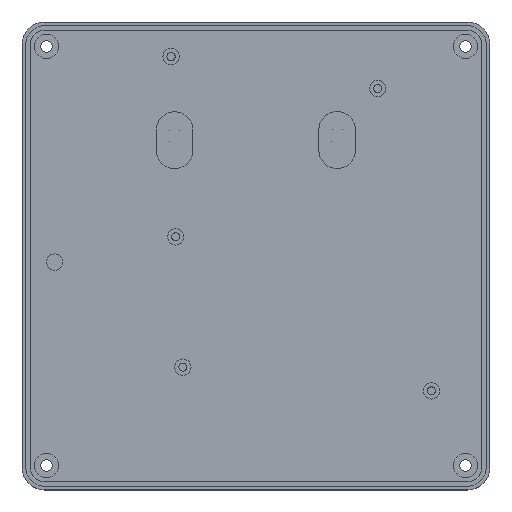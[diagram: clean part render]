
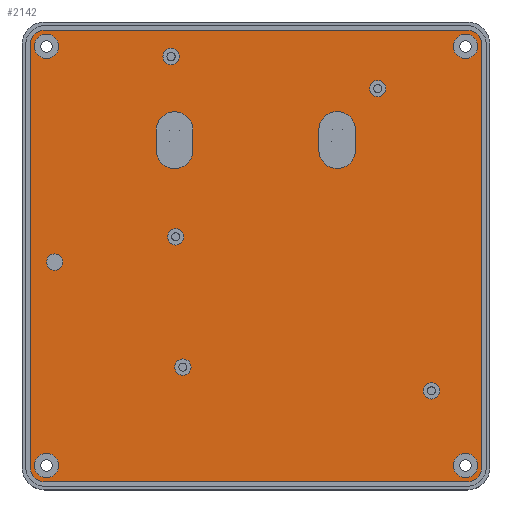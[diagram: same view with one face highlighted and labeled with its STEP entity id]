
A CAD part, top view. The second image highlights one B-rep face of the part: STEP entity #2142.
In plain terms, the highlighted planar face has unit normal (0, 0, 1).
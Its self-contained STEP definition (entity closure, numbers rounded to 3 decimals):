
#182=FACE_BOUND('',#426,.T.);
#183=FACE_BOUND('',#427,.T.);
#184=FACE_BOUND('',#428,.T.);
#185=FACE_BOUND('',#429,.T.);
#186=FACE_BOUND('',#430,.T.);
#187=FACE_BOUND('',#431,.T.);
#276=FACE_OUTER_BOUND('',#425,.T.);
#425=EDGE_LOOP('',(#1749,#1750,#1751,#1752,#1753,#1754,#1755,#1756));
#426=EDGE_LOOP('',(#1757));
#427=EDGE_LOOP('',(#1758));
#428=EDGE_LOOP('',(#1759));
#429=EDGE_LOOP('',(#1760));
#430=EDGE_LOOP('',(#1761,#1762,#1763,#1764));
#431=EDGE_LOOP('',(#1765,#1766,#1767,#1768));
#550=CIRCLE('',#2309,4.5);
#551=CIRCLE('',#2312,4.5);
#556=CIRCLE('',#2323,4.5);
#557=CIRCLE('',#2326,4.5);
#569=CIRCLE('',#2353,3.5);
#570=CIRCLE('',#2356,3.5);
#573=CIRCLE('',#2361,1.4);
#576=CIRCLE('',#2366,1.4);
#579=CIRCLE('',#2371,1.4);
#582=CIRCLE('',#2376,1.4);
#583=CIRCLE('',#2378,3.5);
#584=CIRCLE('',#2379,3.5);
#679=LINE('',#3371,#821);
#683=LINE('',#3380,#825);
#691=LINE('',#3429,#833);
#695=LINE('',#3438,#837);
#724=LINE('',#3644,#866);
#728=LINE('',#3653,#870);
#738=LINE('',#3700,#880);
#739=LINE('',#3704,#881);
#821=VECTOR('',#2640,10.);
#825=VECTOR('',#2650,10.);
#833=VECTOR('',#2680,10.);
#837=VECTOR('',#2690,10.);
#866=VECTOR('',#2773,10.);
#870=VECTOR('',#2783,10.);
#880=VECTOR('',#2839,10.);
#881=VECTOR('',#2842,10.);
#989=VERTEX_POINT('',#3369);
#990=VERTEX_POINT('',#3370);
#991=VERTEX_POINT('',#3375);
#992=VERTEX_POINT('',#3379);
#1004=VERTEX_POINT('',#3427);
#1005=VERTEX_POINT('',#3428);
#1006=VERTEX_POINT('',#3433);
#1007=VERTEX_POINT('',#3437);
#1037=VERTEX_POINT('',#3641);
#1038=VERTEX_POINT('',#3643);
#1039=VERTEX_POINT('',#3647);
#1040=VERTEX_POINT('',#3651);
#1041=VERTEX_POINT('',#3655);
#1044=VERTEX_POINT('',#3665);
#1047=VERTEX_POINT('',#3675);
#1050=VERTEX_POINT('',#3685);
#1053=VERTEX_POINT('',#3695);
#1054=VERTEX_POINT('',#3699);
#1055=VERTEX_POINT('',#3701);
#1056=VERTEX_POINT('',#3703);
#1200=EDGE_CURVE('',#989,#990,#679,.T.);
#1203=EDGE_CURVE('',#990,#991,#550,.T.);
#1205=EDGE_CURVE('',#991,#992,#683,.T.);
#1207=EDGE_CURVE('',#992,#989,#551,.T.);
#1223=EDGE_CURVE('',#1004,#1005,#691,.T.);
#1226=EDGE_CURVE('',#1005,#1006,#556,.T.);
#1228=EDGE_CURVE('',#1006,#1007,#695,.T.);
#1230=EDGE_CURVE('',#1007,#1004,#557,.T.);
#1284=EDGE_CURVE('',#1038,#1037,#724,.T.);
#1287=EDGE_CURVE('',#1037,#1039,#569,.T.);
#1289=EDGE_CURVE('',#1039,#1040,#728,.T.);
#1291=EDGE_CURVE('',#1040,#1041,#570,.T.);
#1296=EDGE_CURVE('',#1044,#1044,#573,.T.);
#1301=EDGE_CURVE('',#1047,#1047,#576,.T.);
#1306=EDGE_CURVE('',#1050,#1050,#579,.T.);
#1311=EDGE_CURVE('',#1053,#1053,#582,.T.);
#1312=EDGE_CURVE('',#1041,#1054,#738,.T.);
#1313=EDGE_CURVE('',#1054,#1055,#583,.T.);
#1314=EDGE_CURVE('',#1055,#1056,#739,.T.);
#1315=EDGE_CURVE('',#1056,#1038,#584,.T.);
#1749=ORIENTED_EDGE('',*,*,#1289,.T.);
#1750=ORIENTED_EDGE('',*,*,#1291,.T.);
#1751=ORIENTED_EDGE('',*,*,#1312,.T.);
#1752=ORIENTED_EDGE('',*,*,#1313,.T.);
#1753=ORIENTED_EDGE('',*,*,#1314,.T.);
#1754=ORIENTED_EDGE('',*,*,#1315,.T.);
#1755=ORIENTED_EDGE('',*,*,#1284,.T.);
#1756=ORIENTED_EDGE('',*,*,#1287,.T.);
#1757=ORIENTED_EDGE('',*,*,#1296,.T.);
#1758=ORIENTED_EDGE('',*,*,#1301,.T.);
#1759=ORIENTED_EDGE('',*,*,#1306,.T.);
#1760=ORIENTED_EDGE('',*,*,#1311,.T.);
#1761=ORIENTED_EDGE('',*,*,#1223,.T.);
#1762=ORIENTED_EDGE('',*,*,#1226,.T.);
#1763=ORIENTED_EDGE('',*,*,#1228,.T.);
#1764=ORIENTED_EDGE('',*,*,#1230,.T.);
#1765=ORIENTED_EDGE('',*,*,#1200,.T.);
#1766=ORIENTED_EDGE('',*,*,#1203,.T.);
#1767=ORIENTED_EDGE('',*,*,#1205,.T.);
#1768=ORIENTED_EDGE('',*,*,#1207,.T.);
#2040=PLANE('',#2377);
#2142=ADVANCED_FACE('',(#276,#182,#183,#184,#185,#186,#187),#2040,.F.);
#2309=AXIS2_PLACEMENT_3D('',#3376,#2645,#2646);
#2312=AXIS2_PLACEMENT_3D('',#3383,#2654,#2655);
#2323=AXIS2_PLACEMENT_3D('',#3434,#2685,#2686);
#2326=AXIS2_PLACEMENT_3D('',#3441,#2694,#2695);
#2353=AXIS2_PLACEMENT_3D('',#3649,#2778,#2779);
#2356=AXIS2_PLACEMENT_3D('',#3657,#2787,#2788);
#2361=AXIS2_PLACEMENT_3D('',#3667,#2799,#2800);
#2366=AXIS2_PLACEMENT_3D('',#3677,#2811,#2812);
#2371=AXIS2_PLACEMENT_3D('',#3687,#2823,#2824);
#2376=AXIS2_PLACEMENT_3D('',#3697,#2835,#2836);
#2377=AXIS2_PLACEMENT_3D('',#3698,#2837,#2838);
#2378=AXIS2_PLACEMENT_3D('',#3702,#2840,#2841);
#2379=AXIS2_PLACEMENT_3D('',#3705,#2843,#2844);
#2640=DIRECTION('',(0.,1.,0.));
#2645=DIRECTION('center_axis',(0.,0.,-1.));
#2646=DIRECTION('ref_axis',(1.,0.,0.));
#2650=DIRECTION('',(0.,-1.,0.));
#2654=DIRECTION('center_axis',(0.,0.,-1.));
#2655=DIRECTION('ref_axis',(-1.,0.,0.));
#2680=DIRECTION('',(0.,1.,0.));
#2685=DIRECTION('center_axis',(0.,0.,-1.));
#2686=DIRECTION('ref_axis',(1.,0.,0.));
#2690=DIRECTION('',(0.,-1.,0.));
#2694=DIRECTION('center_axis',(0.,0.,-1.));
#2695=DIRECTION('ref_axis',(-1.,0.,0.));
#2773=DIRECTION('',(-1.,0.,0.));
#2778=DIRECTION('center_axis',(0.,0.,1.));
#2779=DIRECTION('ref_axis',(0.,1.,0.));
#2783=DIRECTION('',(0.,-1.,0.));
#2787=DIRECTION('center_axis',(0.,0.,1.));
#2788=DIRECTION('ref_axis',(-1.,0.,0.));
#2799=DIRECTION('center_axis',(0.,0.,-1.));
#2800=DIRECTION('ref_axis',(-1.,0.,0.));
#2811=DIRECTION('center_axis',(0.,0.,-1.));
#2812=DIRECTION('ref_axis',(-1.,0.,0.));
#2823=DIRECTION('center_axis',(0.,0.,-1.));
#2824=DIRECTION('ref_axis',(-1.,0.,0.));
#2835=DIRECTION('center_axis',(0.,0.,-1.));
#2836=DIRECTION('ref_axis',(-1.,0.,0.));
#2837=DIRECTION('center_axis',(0.,0.,-1.));
#2838=DIRECTION('ref_axis',(1.,0.,0.));
#2839=DIRECTION('',(1.,0.,0.));
#2840=DIRECTION('center_axis',(0.,0.,1.));
#2841=DIRECTION('ref_axis',(0.,-1.,0.));
#2842=DIRECTION('',(0.,1.,0.));
#2843=DIRECTION('center_axis',(0.,0.,1.));
#2844=DIRECTION('ref_axis',(1.,0.,0.));
#3369=CARTESIAN_POINT('',(67.441,41.011,-15.));
#3370=CARTESIAN_POINT('',(67.441,45.999,-15.));
#3371=CARTESIAN_POINT('',(67.441,30.499,-15.));
#3375=CARTESIAN_POINT('',(76.441,45.999,-15.));
#3376=CARTESIAN_POINT('Origin',(71.941,45.999,-15.));
#3379=CARTESIAN_POINT('',(76.441,41.011,-15.));
#3380=CARTESIAN_POINT('',(76.441,28.005,-15.));
#3383=CARTESIAN_POINT('Origin',(71.941,41.011,-15.));
#3427=CARTESIAN_POINT('',(27.495,40.95,-15.));
#3428=CARTESIAN_POINT('',(27.495,45.938,-15.));
#3429=CARTESIAN_POINT('',(27.495,30.469,-15.));
#3433=CARTESIAN_POINT('',(36.495,45.938,-15.));
#3434=CARTESIAN_POINT('Origin',(31.995,45.938,-15.));
#3437=CARTESIAN_POINT('',(36.495,40.95,-15.));
#3438=CARTESIAN_POINT('',(36.495,27.975,-15.));
#3441=CARTESIAN_POINT('Origin',(31.995,40.95,-15.));
#3641=CARTESIAN_POINT('',(0.,70.5,-15.));
#3643=CARTESIAN_POINT('',(104.,70.5,-15.));
#3644=CARTESIAN_POINT('',(104.,70.5,-15.));
#3647=CARTESIAN_POINT('',(-3.5,67.,-15.));
#3649=CARTESIAN_POINT('Origin',(0.,67.,-15.));
#3651=CARTESIAN_POINT('',(-3.5,-37.,-15.));
#3653=CARTESIAN_POINT('',(-3.5,67.,-15.));
#3655=CARTESIAN_POINT('',(0.,-40.5,-15.));
#3657=CARTESIAN_POINT('Origin',(0.,-37.,-15.));
#3665=CARTESIAN_POINT('',(1.9,66.5,-15.));
#3667=CARTESIAN_POINT('Origin',(0.5,66.5,-15.));
#3675=CARTESIAN_POINT('',(104.9,-36.5,-15.));
#3677=CARTESIAN_POINT('Origin',(103.5,-36.5,-15.));
#3685=CARTESIAN_POINT('',(1.9,-36.5,-15.));
#3687=CARTESIAN_POINT('Origin',(0.5,-36.5,-15.));
#3695=CARTESIAN_POINT('',(104.9,66.5,-15.));
#3697=CARTESIAN_POINT('Origin',(103.5,66.5,-15.));
#3698=CARTESIAN_POINT('Origin',(52.,15.,-15.));
#3699=CARTESIAN_POINT('',(104.,-40.5,-15.));
#3700=CARTESIAN_POINT('',(0.,-40.5,-15.));
#3701=CARTESIAN_POINT('',(107.5,-37.,-15.));
#3702=CARTESIAN_POINT('Origin',(104.,-37.,-15.));
#3703=CARTESIAN_POINT('',(107.5,67.,-15.));
#3704=CARTESIAN_POINT('',(107.5,-37.,-15.));
#3705=CARTESIAN_POINT('Origin',(104.,67.,-15.));
